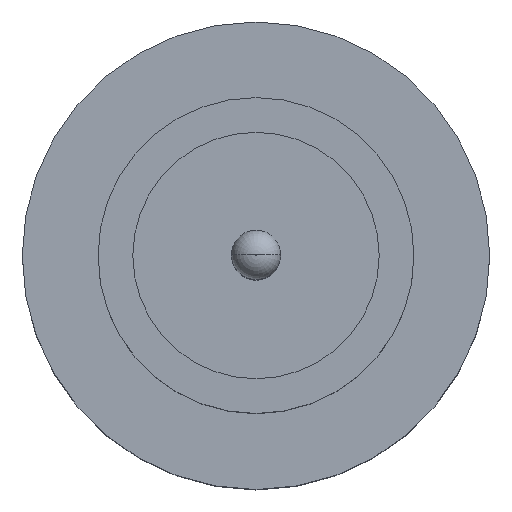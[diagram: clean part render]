
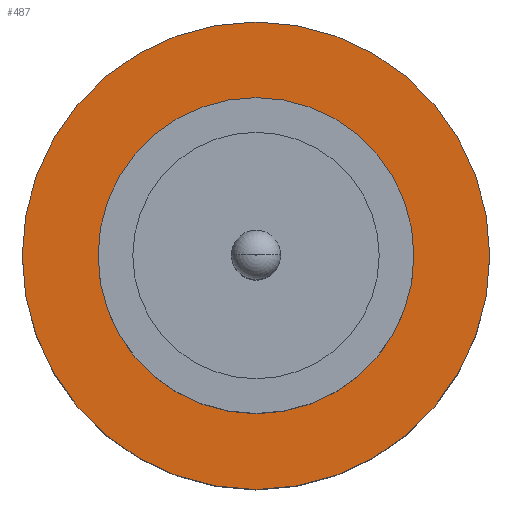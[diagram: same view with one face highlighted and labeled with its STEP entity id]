
A CAD part, top view. The second image highlights one B-rep face of the part: STEP entity #487.
In plain terms, the highlighted planar face has unit normal (0, 0, 1).
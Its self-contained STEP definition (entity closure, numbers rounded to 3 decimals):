
#19 = EDGE_LOOP ( 'NONE', ( #831, #607 ) ) ;
#37 = EDGE_LOOP ( 'NONE', ( #902, #490 ) ) ;
#45 = EDGE_CURVE ( 'NONE', #706, #480, #501, .T. ) ;
#55 = AXIS2_PLACEMENT_3D ( 'NONE', #646, #220, #290 ) ;
#66 = FACE_BOUND ( 'NONE', #19, .T. ) ;
#102 = CARTESIAN_POINT ( 'NONE',  ( 0., 0., 1.55 ) ) ;
#165 = CARTESIAN_POINT ( 'NONE',  ( 0., 0., 1.55 ) ) ;
#180 = EDGE_CURVE ( 'NONE', #480, #706, #295, .T. ) ;
#220 = DIRECTION ( 'NONE',  ( 0., 0., 1. ) ) ;
#232 = VERTEX_POINT ( 'NONE', #323 ) ;
#240 = CARTESIAN_POINT ( 'NONE',  ( 0., 0., 1.55 ) ) ;
#241 = DIRECTION ( 'NONE',  ( 0., 0., 1. ) ) ;
#290 = DIRECTION ( 'NONE',  ( 1., 0., 0. ) ) ;
#295 = CIRCLE ( 'NONE', #417, 1.85 ) ;
#323 = CARTESIAN_POINT ( 'NONE',  ( 1.25, 0., 1.55 ) ) ;
#379 = DIRECTION ( 'NONE',  ( 1., 0., 0. ) ) ;
#394 = EDGE_CURVE ( 'NONE', #232, #763, #641, .T. ) ;
#417 = AXIS2_PLACEMENT_3D ( 'NONE', #900, #840, #893 ) ;
#445 = DIRECTION ( 'NONE',  ( 0., 0., 1. ) ) ;
#460 = CARTESIAN_POINT ( 'NONE',  ( 1.85, 0., 1.55 ) ) ;
#467 = EDGE_CURVE ( 'NONE', #763, #232, #613, .T. ) ;
#480 = VERTEX_POINT ( 'NONE', #823 ) ;
#487 = ADVANCED_FACE ( 'NONE', ( #66, #741 ), #667, .T. ) ;
#490 = ORIENTED_EDGE ( 'NONE', *, *, #45, .T. ) ;
#501 = CIRCLE ( 'NONE', #55, 1.85 ) ;
#510 = DIRECTION ( 'NONE',  ( 1., 0., 0. ) ) ;
#520 = AXIS2_PLACEMENT_3D ( 'NONE', #240, #445, #510 ) ;
#542 = AXIS2_PLACEMENT_3D ( 'NONE', #102, #598, #379 ) ;
#598 = DIRECTION ( 'NONE',  ( 0., 0., 1. ) ) ;
#607 = ORIENTED_EDGE ( 'NONE', *, *, #467, .F. ) ;
#613 = CIRCLE ( 'NONE', #542, 1.25 ) ;
#641 = CIRCLE ( 'NONE', #520, 1.25 ) ;
#646 = CARTESIAN_POINT ( 'NONE',  ( 0., 0., 1.55 ) ) ;
#648 = AXIS2_PLACEMENT_3D ( 'NONE', #165, #241, #683 ) ;
#667 = PLANE ( 'NONE',  #648 ) ;
#683 = DIRECTION ( 'NONE',  ( 1., 0., 0. ) ) ;
#706 = VERTEX_POINT ( 'NONE', #460 ) ;
#741 = FACE_OUTER_BOUND ( 'NONE', #37, .T. ) ;
#763 = VERTEX_POINT ( 'NONE', #887 ) ;
#823 = CARTESIAN_POINT ( 'NONE',  ( -1.85, 0., 1.55 ) ) ;
#831 = ORIENTED_EDGE ( 'NONE', *, *, #394, .F. ) ;
#840 = DIRECTION ( 'NONE',  ( 0., 0., 1. ) ) ;
#887 = CARTESIAN_POINT ( 'NONE',  ( -1.25, 0., 1.55 ) ) ;
#893 = DIRECTION ( 'NONE',  ( 1., 0., 0. ) ) ;
#900 = CARTESIAN_POINT ( 'NONE',  ( 0., 0., 1.55 ) ) ;
#902 = ORIENTED_EDGE ( 'NONE', *, *, #180, .T. ) ;
